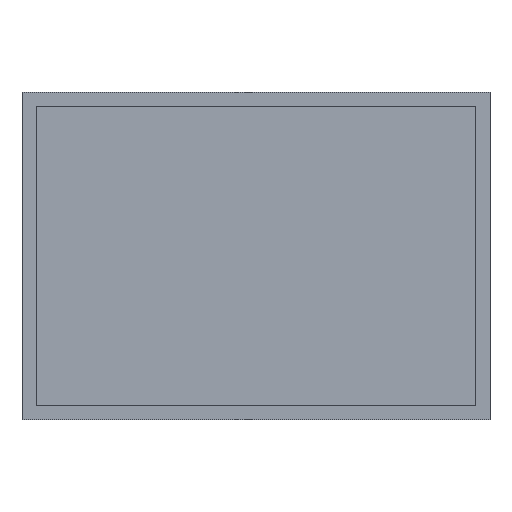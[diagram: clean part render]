
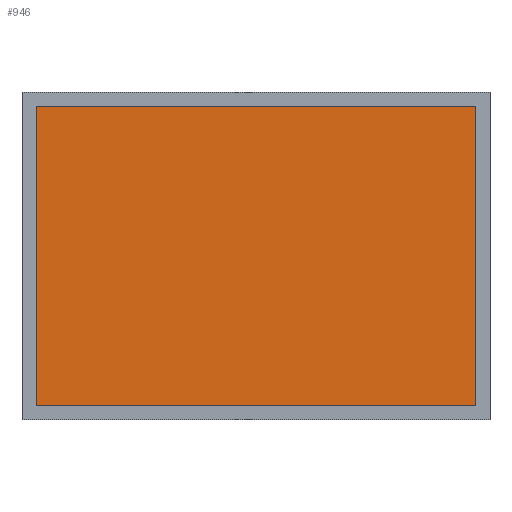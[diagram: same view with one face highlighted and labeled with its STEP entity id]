
A CAD part, top view. The second image highlights one B-rep face of the part: STEP entity #946.
In plain terms, the highlighted planar face has unit normal (0, 0, 1).
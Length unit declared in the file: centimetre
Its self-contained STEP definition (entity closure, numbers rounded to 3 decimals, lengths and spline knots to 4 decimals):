
#70=FACE_OUTER_BOUND('',#125,.T.);
#125=EDGE_LOOP('',(#819,#820,#821,#822));
#209=LINE('',#1396,#337);
#239=LINE('',#1458,#367);
#247=LINE('',#1473,#375);
#249=LINE('',#1476,#377);
#337=VECTOR('',#1138,1.);
#367=VECTOR('',#1198,1.);
#375=VECTOR('',#1210,1.);
#377=VECTOR('',#1214,1.);
#437=VERTEX_POINT('',#1381);
#444=VERTEX_POINT('',#1394);
#461=VERTEX_POINT('',#1457);
#466=VERTEX_POINT('',#1472);
#549=EDGE_CURVE('',#444,#437,#209,.T.);
#579=EDGE_CURVE('',#461,#444,#239,.T.);
#587=EDGE_CURVE('',#437,#466,#247,.T.);
#589=EDGE_CURVE('',#466,#461,#249,.T.);
#819=ORIENTED_EDGE('',*,*,#589,.F.);
#820=ORIENTED_EDGE('',*,*,#587,.F.);
#821=ORIENTED_EDGE('',*,*,#549,.F.);
#822=ORIENTED_EDGE('',*,*,#579,.F.);
#899=PLANE('',#1008);
#946=ADVANCED_FACE('',(#70),#899,.T.);
#1008=AXIS2_PLACEMENT_3D('',#1478,#1216,#1217);
#1138=DIRECTION('',(-1.,0.,0.));
#1198=DIRECTION('',(0.,-1.,0.));
#1210=DIRECTION('',(0.,1.,0.));
#1214=DIRECTION('',(1.,0.,0.));
#1216=DIRECTION('center_axis',(0.,0.,1.));
#1217=DIRECTION('ref_axis',(1.,0.,0.));
#1381=CARTESIAN_POINT('',(-9.7,-4.7,0.3));
#1394=CARTESIAN_POINT('',(-0.3,-4.7,0.3));
#1396=CARTESIAN_POINT('',(-7.5,-4.7,0.3));
#1457=CARTESIAN_POINT('',(-0.3,1.7,0.3));
#1458=CARTESIAN_POINT('',(-0.3,-3.25,0.3));
#1472=CARTESIAN_POINT('',(-9.7,1.7,0.3));
#1473=CARTESIAN_POINT('',(-9.7,0.25,0.3));
#1476=CARTESIAN_POINT('',(-2.5,1.7,0.3));
#1478=CARTESIAN_POINT('Origin',(-5.,-1.5,0.3));
